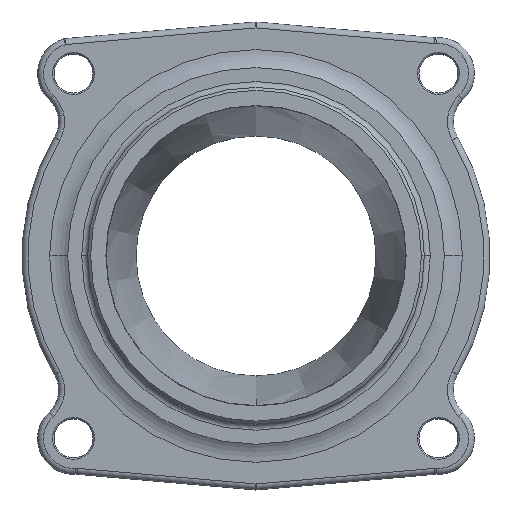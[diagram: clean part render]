
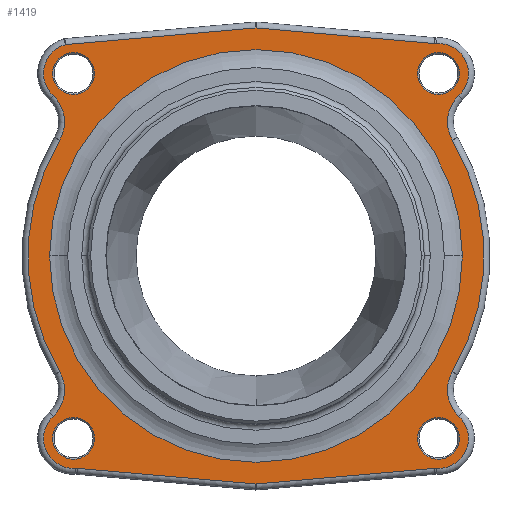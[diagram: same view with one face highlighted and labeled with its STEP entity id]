
A CAD part, top view. The second image highlights one B-rep face of the part: STEP entity #1419.
In plain terms, the highlighted planar face has unit normal (0, 0, 1).
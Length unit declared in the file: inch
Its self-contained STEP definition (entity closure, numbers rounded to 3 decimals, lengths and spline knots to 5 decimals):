
#1=CARTESIAN_POINT('',(2.3687,-1.39706,0.75));
#2=DIRECTION('',(0.,0.,-1.));
#3=DIRECTION('',(-0.681,-0.732,0.));
#4=AXIS2_PLACEMENT_3D('',#1,#2,#3);
#6=CARTESIAN_POINT('',(1.90035,-1.90035,0.75));
#7=DIRECTION('',(0.,0.,1.));
#8=DIRECTION('',(-0.072,-0.997,0.));
#9=AXIS2_PLACEMENT_3D('',#6,#7,#8);
#11=CARTESIAN_POINT('',(1.86898,-2.33622,0.75));
#12=DIRECTION('',(0.,0.,-1.));
#13=DIRECTION('',(-0.087,0.996,0.));
#14=AXIS2_PLACEMENT_3D('',#11,#12,#13);
#16=DIRECTION('',(0.996,0.087,0.));
#17=VECTOR('',#16,1.86527);
#18=CARTESIAN_POINT('',(0.,-2.37526,0.75));
#19=LINE('',#18,#17);
#20=DIRECTION('',(0.996,-0.087,0.));
#21=VECTOR('',#20,1.86527);
#22=CARTESIAN_POINT('',(-1.85817,-2.21269,0.75));
#23=LINE('',#22,#21);
#24=CARTESIAN_POINT('',(-1.86898,-2.33622,0.75));
#25=DIRECTION('',(0.,0.,-1.));
#26=DIRECTION('',(-0.072,0.997,0.));
#27=AXIS2_PLACEMENT_3D('',#24,#25,#26);
#29=CARTESIAN_POINT('',(-1.90035,-1.90035,0.75));
#30=DIRECTION('',(0.,0.,1.));
#31=DIRECTION('',(-0.681,0.732,0.));
#32=AXIS2_PLACEMENT_3D('',#29,#30,#31);
#34=CARTESIAN_POINT('',(-2.3687,-1.39706,0.75));
#35=DIRECTION('',(0.,0.,-1.));
#36=DIRECTION('',(0.861,0.508,0.));
#37=AXIS2_PLACEMENT_3D('',#34,#35,#36);
#39=CARTESIAN_POINT('',(0.,0.,0.75));
#40=DIRECTION('',(0.,0.,1.));
#41=DIRECTION('',(-0.861,0.508,0.));
#42=AXIS2_PLACEMENT_3D('',#39,#40,#41);
#44=CARTESIAN_POINT('',(-2.3687,1.39706,0.75));
#45=DIRECTION('',(0.,0.,-1.));
#46=DIRECTION('',(0.681,0.732,0.));
#47=AXIS2_PLACEMENT_3D('',#44,#45,#46);
#49=CARTESIAN_POINT('',(-1.90035,1.90035,0.75));
#50=DIRECTION('',(0.,0.,1.));
#51=DIRECTION('',(-0.272,0.962,0.));
#52=AXIS2_PLACEMENT_3D('',#49,#50,#51);
#54=DIRECTION('',(-0.996,-0.087,0.));
#55=VECTOR('',#54,1.99303);
#56=CARTESIAN_POINT('',(0.,2.37526,0.75));
#57=LINE('',#56,#55);
#58=DIRECTION('',(-0.996,0.087,0.));
#59=VECTOR('',#58,1.86527);
#60=CARTESIAN_POINT('',(1.85817,2.21269,0.75));
#61=LINE('',#60,#59);
#62=CARTESIAN_POINT('',(1.86898,2.33622,0.75));
#63=DIRECTION('',(0.,0.,-1.));
#64=DIRECTION('',(0.072,-0.997,0.));
#65=AXIS2_PLACEMENT_3D('',#62,#63,#64);
#67=CARTESIAN_POINT('',(1.90035,1.90035,0.75));
#68=DIRECTION('',(0.,0.,1.));
#69=DIRECTION('',(0.681,-0.732,0.));
#70=AXIS2_PLACEMENT_3D('',#67,#68,#69);
#72=CARTESIAN_POINT('',(2.3687,1.39706,0.75));
#73=DIRECTION('',(0.,0.,-1.));
#74=DIRECTION('',(-0.861,-0.508,0.));
#75=AXIS2_PLACEMENT_3D('',#72,#73,#74);
#77=CARTESIAN_POINT('',(0.,0.,0.75));
#78=DIRECTION('',(0.,0.,1.));
#79=DIRECTION('',(0.861,-0.508,0.));
#80=AXIS2_PLACEMENT_3D('',#77,#78,#79);
#82=CARTESIAN_POINT('',(0.,0.,0.75));
#83=DIRECTION('',(0.,0.,1.));
#84=DIRECTION('',(-1.,0.,0.));
#85=AXIS2_PLACEMENT_3D('',#82,#83,#84);
#87=CARTESIAN_POINT('',(0.,0.,0.75));
#88=DIRECTION('',(0.,0.,1.));
#89=DIRECTION('',(1.,0.,0.));
#90=AXIS2_PLACEMENT_3D('',#87,#88,#89);
#92=CARTESIAN_POINT('',(1.90035,-1.90035,0.75));
#93=DIRECTION('',(0.,0.,-1.));
#94=DIRECTION('',(0.,1.,0.));
#95=AXIS2_PLACEMENT_3D('',#92,#93,#94);
#97=CARTESIAN_POINT('',(1.90035,-1.90035,0.75));
#98=DIRECTION('',(0.,0.,-1.));
#99=DIRECTION('',(0.,-1.,0.));
#100=AXIS2_PLACEMENT_3D('',#97,#98,#99);
#102=CARTESIAN_POINT('',(1.90035,1.90035,0.75));
#103=DIRECTION('',(0.,0.,-1.));
#104=DIRECTION('',(-1.,0.,0.));
#105=AXIS2_PLACEMENT_3D('',#102,#103,#104);
#107=CARTESIAN_POINT('',(1.90035,1.90035,0.75));
#108=DIRECTION('',(0.,0.,-1.));
#109=DIRECTION('',(1.,0.,0.));
#110=AXIS2_PLACEMENT_3D('',#107,#108,#109);
#112=CARTESIAN_POINT('',(-1.90035,1.90035,0.75));
#113=DIRECTION('',(0.,0.,-1.));
#114=DIRECTION('',(0.,1.,0.));
#115=AXIS2_PLACEMENT_3D('',#112,#113,#114);
#117=CARTESIAN_POINT('',(-1.90035,1.90035,0.75));
#118=DIRECTION('',(0.,0.,-1.));
#119=DIRECTION('',(0.,-1.,0.));
#120=AXIS2_PLACEMENT_3D('',#117,#118,#119);
#122=CARTESIAN_POINT('',(-1.90035,-1.90035,0.75));
#123=DIRECTION('',(0.,0.,-1.));
#124=DIRECTION('',(-1.,0.,0.));
#125=AXIS2_PLACEMENT_3D('',#122,#123,#124);
#127=CARTESIAN_POINT('',(-1.90035,-1.90035,0.75));
#128=DIRECTION('',(0.,0.,-1.));
#129=DIRECTION('',(1.,0.,0.));
#130=AXIS2_PLACEMENT_3D('',#127,#128,#129);
#1078=CARTESIAN_POINT('',(2.11358,-1.67121,0.75));
#1079=CARTESIAN_POINT('',(2.04613,-1.2068,0.75));
#1080=VERTEX_POINT('',#1078);
#1081=VERTEX_POINT('',#1079);
#1086=CARTESIAN_POINT('',(2.04613,1.2068,0.75));
#1087=VERTEX_POINT('',#1086);
#1090=CARTESIAN_POINT('',(2.11358,1.67121,0.75));
#1091=VERTEX_POINT('',#1090);
#1094=CARTESIAN_POINT('',(1.87788,2.21254,0.75));
#1095=VERTEX_POINT('',#1094);
#1098=CARTESIAN_POINT('',(1.85817,2.21269,0.75));
#1099=VERTEX_POINT('',#1098);
#1102=CARTESIAN_POINT('',(0.,2.37526,0.75));
#1103=VERTEX_POINT('',#1102);
#1108=CARTESIAN_POINT('',(-1.98545,2.20156,0.75));
#1109=VERTEX_POINT('',#1108);
#1114=CARTESIAN_POINT('',(-2.11358,1.67121,0.75));
#1115=VERTEX_POINT('',#1114);
#1118=CARTESIAN_POINT('',(-2.04613,1.2068,0.75));
#1119=VERTEX_POINT('',#1118);
#1122=CARTESIAN_POINT('',(-2.04613,-1.2068,0.75));
#1123=VERTEX_POINT('',#1122);
#1126=CARTESIAN_POINT('',(-2.11358,-1.67121,0.75));
#1127=VERTEX_POINT('',#1126);
#1130=CARTESIAN_POINT('',(-1.87788,-2.21254,0.75));
#1131=VERTEX_POINT('',#1130);
#1134=CARTESIAN_POINT('',(-1.85817,-2.21269,0.75));
#1135=VERTEX_POINT('',#1134);
#1138=CARTESIAN_POINT('',(0.,-2.37526,0.75));
#1139=VERTEX_POINT('',#1138);
#1144=CARTESIAN_POINT('',(1.85817,-2.21269,0.75));
#1145=VERTEX_POINT('',#1144);
#1148=CARTESIAN_POINT('',(1.87788,-2.21254,0.75));
#1149=VERTEX_POINT('',#1148);
#1152=CARTESIAN_POINT('',(-2.14986,0.,0.75));
#1153=CARTESIAN_POINT('',(2.14986,0.,0.75));
#1154=VERTEX_POINT('',#1152);
#1155=VERTEX_POINT('',#1153);
#1244=CARTESIAN_POINT('',(1.90035,-1.68235,0.75));
#1245=CARTESIAN_POINT('',(1.90035,-2.11835,0.75));
#1246=VERTEX_POINT('',#1244);
#1247=VERTEX_POINT('',#1245);
#1252=CARTESIAN_POINT('',(1.68235,1.90035,0.75));
#1253=CARTESIAN_POINT('',(2.11835,1.90035,0.75));
#1254=VERTEX_POINT('',#1252);
#1255=VERTEX_POINT('',#1253);
#1260=CARTESIAN_POINT('',(-1.90035,2.11835,0.75));
#1261=CARTESIAN_POINT('',(-1.90035,1.68235,0.75));
#1262=VERTEX_POINT('',#1260);
#1263=VERTEX_POINT('',#1261);
#1268=CARTESIAN_POINT('',(-2.11835,-1.90035,0.75));
#1269=CARTESIAN_POINT('',(-1.68235,-1.90035,0.75));
#1270=VERTEX_POINT('',#1268);
#1271=VERTEX_POINT('',#1269);
#1348=CARTESIAN_POINT('',(0.,0.,0.75));
#1349=DIRECTION('',(0.,0.,1.));
#1350=DIRECTION('',(1.,0.,0.));
#1351=AXIS2_PLACEMENT_3D('',#1348,#1349,#1350);
#1352=PLANE('',#1351);
#1354=ORIENTED_EDGE('',*,*,#1353,.F.);
#1356=ORIENTED_EDGE('',*,*,#1355,.F.);
#1358=ORIENTED_EDGE('',*,*,#1357,.F.);
#1360=ORIENTED_EDGE('',*,*,#1359,.F.);
#1362=ORIENTED_EDGE('',*,*,#1361,.F.);
#1364=ORIENTED_EDGE('',*,*,#1363,.F.);
#1366=ORIENTED_EDGE('',*,*,#1365,.F.);
#1368=ORIENTED_EDGE('',*,*,#1367,.F.);
#1370=ORIENTED_EDGE('',*,*,#1369,.F.);
#1372=ORIENTED_EDGE('',*,*,#1371,.F.);
#1374=ORIENTED_EDGE('',*,*,#1373,.F.);
#1376=ORIENTED_EDGE('',*,*,#1375,.F.);
#1378=ORIENTED_EDGE('',*,*,#1377,.F.);
#1380=ORIENTED_EDGE('',*,*,#1379,.F.);
#1382=ORIENTED_EDGE('',*,*,#1381,.F.);
#1384=ORIENTED_EDGE('',*,*,#1383,.F.);
#1386=ORIENTED_EDGE('',*,*,#1385,.F.);
#1387=EDGE_LOOP('',(#1354,#1356,#1358,#1360,#1362,#1364,#1366,#1368,#1370,#1372,
#1374,#1376,#1378,#1380,#1382,#1384,#1386));
#1388=FACE_OUTER_BOUND('',#1387,.F.);
#1390=ORIENTED_EDGE('',*,*,#1389,.T.);
#1392=ORIENTED_EDGE('',*,*,#1391,.T.);
#1393=EDGE_LOOP('',(#1390,#1392));
#1394=FACE_BOUND('',#1393,.F.);
#1396=ORIENTED_EDGE('',*,*,#1395,.F.);
#1398=ORIENTED_EDGE('',*,*,#1397,.F.);
#1399=EDGE_LOOP('',(#1396,#1398));
#1400=FACE_BOUND('',#1399,.F.);
#1402=ORIENTED_EDGE('',*,*,#1401,.F.);
#1404=ORIENTED_EDGE('',*,*,#1403,.F.);
#1405=EDGE_LOOP('',(#1402,#1404));
#1406=FACE_BOUND('',#1405,.F.);
#1408=ORIENTED_EDGE('',*,*,#1407,.F.);
#1410=ORIENTED_EDGE('',*,*,#1409,.F.);
#1411=EDGE_LOOP('',(#1408,#1410));
#1412=FACE_BOUND('',#1411,.F.);
#1414=ORIENTED_EDGE('',*,*,#1413,.F.);
#1416=ORIENTED_EDGE('',*,*,#1415,.F.);
#1417=EDGE_LOOP('',(#1414,#1416));
#1418=FACE_BOUND('',#1417,.F.);
#1419=ADVANCED_FACE('',(#1388,#1394,#1400,#1406,#1412,#1418),#1352,.T.);
#5=CIRCLE('',#4,0.3745);
#10=CIRCLE('',#9,0.313);
#15=CIRCLE('',#14,0.124);
#28=CIRCLE('',#27,0.124);
#33=CIRCLE('',#32,0.313);
#38=CIRCLE('',#37,0.3745);
#43=CIRCLE('',#42,2.3755);
#48=CIRCLE('',#47,0.3745);
#53=CIRCLE('',#52,0.313);
#66=CIRCLE('',#65,0.124);
#71=CIRCLE('',#70,0.313);
#76=CIRCLE('',#75,0.3745);
#81=CIRCLE('',#80,2.3755);
#86=CIRCLE('',#85,2.14986);
#91=CIRCLE('',#90,2.14986);
#96=CIRCLE('',#95,0.218);
#101=CIRCLE('',#100,0.218);
#106=CIRCLE('',#105,0.218);
#111=CIRCLE('',#110,0.218);
#116=CIRCLE('',#115,0.218);
#121=CIRCLE('',#120,0.218);
#126=CIRCLE('',#125,0.218);
#131=CIRCLE('',#130,0.218);
#1353=EDGE_CURVE('',#1080,#1081,#5,.T.);
#1355=EDGE_CURVE('',#1149,#1080,#10,.T.);
#1357=EDGE_CURVE('',#1145,#1149,#15,.T.);
#1359=EDGE_CURVE('',#1139,#1145,#19,.T.);
#1361=EDGE_CURVE('',#1135,#1139,#23,.T.);
#1363=EDGE_CURVE('',#1131,#1135,#28,.T.);
#1365=EDGE_CURVE('',#1127,#1131,#33,.T.);
#1367=EDGE_CURVE('',#1123,#1127,#38,.T.);
#1369=EDGE_CURVE('',#1119,#1123,#43,.T.);
#1371=EDGE_CURVE('',#1115,#1119,#48,.T.);
#1373=EDGE_CURVE('',#1109,#1115,#53,.T.);
#1375=EDGE_CURVE('',#1103,#1109,#57,.T.);
#1377=EDGE_CURVE('',#1099,#1103,#61,.T.);
#1379=EDGE_CURVE('',#1095,#1099,#66,.T.);
#1381=EDGE_CURVE('',#1091,#1095,#71,.T.);
#1383=EDGE_CURVE('',#1087,#1091,#76,.T.);
#1385=EDGE_CURVE('',#1081,#1087,#81,.T.);
#1389=EDGE_CURVE('',#1154,#1155,#86,.T.);
#1391=EDGE_CURVE('',#1155,#1154,#91,.T.);
#1395=EDGE_CURVE('',#1246,#1247,#96,.T.);
#1397=EDGE_CURVE('',#1247,#1246,#101,.T.);
#1401=EDGE_CURVE('',#1254,#1255,#106,.T.);
#1403=EDGE_CURVE('',#1255,#1254,#111,.T.);
#1407=EDGE_CURVE('',#1262,#1263,#116,.T.);
#1409=EDGE_CURVE('',#1263,#1262,#121,.T.);
#1413=EDGE_CURVE('',#1270,#1271,#126,.T.);
#1415=EDGE_CURVE('',#1271,#1270,#131,.T.);
